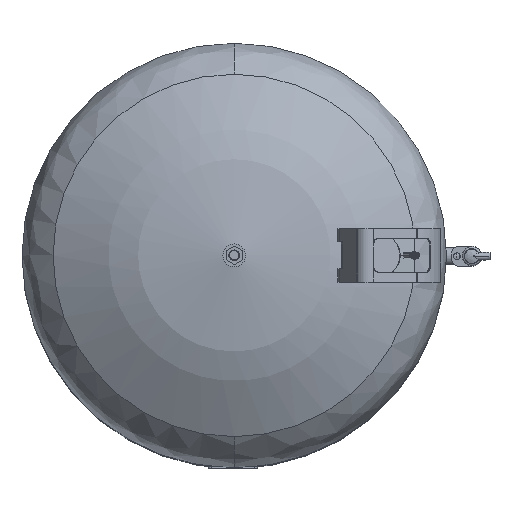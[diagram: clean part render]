
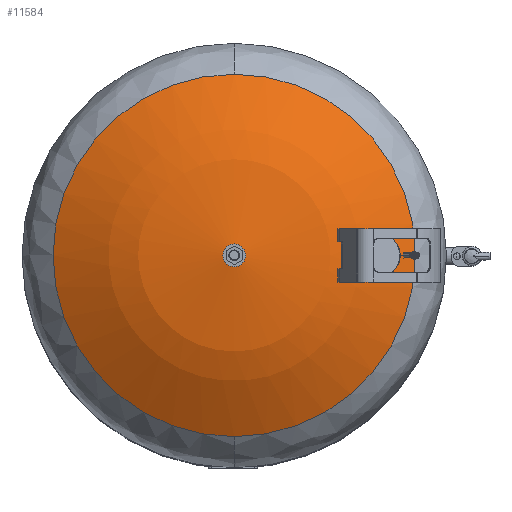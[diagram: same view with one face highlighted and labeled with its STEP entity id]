
A CAD part, top view. The second image highlights one B-rep face of the part: STEP entity #11584.
In plain terms, the highlighted free-form (B-spline) face has degree [2, 2] with [3, 3] control points.
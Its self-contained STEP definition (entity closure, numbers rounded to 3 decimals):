
#11510=CARTESIAN_POINT('',(0.,-270.639,1160.086));
#11511=VERTEX_POINT('',#11510);
#11529=CARTESIAN_POINT('',(0.,270.639,1160.086));
#11530=VERTEX_POINT('',#11529);
#11538=CARTESIAN_POINT('',(0.,0.,1160.086));
#11539=DIRECTION('',(0.0,0.0,1.0));
#11540=DIRECTION('',(-1.0,0.0,0.0));
#11541=AXIS2_PLACEMENT_3D('',#11538,#11539,#11540);
#11542=CIRCLE('',#11541,270.639);
#11543=EDGE_CURVE('',#11511,#11530,#11542,.T.);
#11548=CARTESIAN_POINT('',(-229.212,270.639,1094.099));
#11549=CARTESIAN_POINT('',(-319.554,0.,1238.0));
#11550=CARTESIAN_POINT('',(-229.212,-270.639,1094.099));
#11551=CARTESIAN_POINT('',(0.,270.639,1238.0));
#11552=CARTESIAN_POINT('',(0.0,0.,1438.618));
#11553=CARTESIAN_POINT('',(0.,-270.639,1238.));
#11554=CARTESIAN_POINT('',(229.212,270.639,1094.099));
#11555=CARTESIAN_POINT('',(319.554,0.,1238.0));
#11556=CARTESIAN_POINT('',(229.212,-270.639,1094.099));
#11564=(BOUNDED_SURFACE()B_SPLINE_SURFACE(2,2,((#11548,#11551,#11554),(#11549,#11552,#11555),(#11550,#11553,#11556)),.UNSPECIFIED.,.F.,.F.,.U.)B_SPLINE_SURFACE_WITH_KNOTS((3,3),(3,3),(-0.561,0.561),(0.0,1.121),.UNSPECIFIED.)GEOMETRIC_REPRESENTATION_ITEM()RATIONAL_B_SPLINE_SURFACE(((1.0,0.847,1.0),(0.847,0.717,0.847),(1.0,0.847,1.0)))REPRESENTATION_ITEM('')SURFACE());
#11565=CARTESIAN_POINT('',(-270.639,0.,1160.086));
#11566=VERTEX_POINT('',#11565);
#11567=CARTESIAN_POINT('',(0.,0.,1160.086));
#11568=DIRECTION('',(0.0,0.0,1.0));
#11569=DIRECTION('',(-1.0,0.0,0.0));
#11570=AXIS2_PLACEMENT_3D('',#11567,#11568,#11569);
#11571=CIRCLE('',#11570,270.639);
#11572=EDGE_CURVE('',#11566,#11511,#11571,.T.);
#11573=ORIENTED_EDGE('',*,*,#11572,.T.);
#11574=ORIENTED_EDGE('',*,*,#11543,.T.);
#11575=CARTESIAN_POINT('',(0.,0.,1160.086));
#11576=DIRECTION('',(0.0,0.0,1.0));
#11577=DIRECTION('',(-1.0,0.0,0.0));
#11578=AXIS2_PLACEMENT_3D('',#11575,#11576,#11577);
#11579=CIRCLE('',#11578,270.639);
#11580=EDGE_CURVE('',#11530,#11566,#11579,.T.);
#11581=ORIENTED_EDGE('',*,*,#11580,.T.);
#11582=EDGE_LOOP('',(#11573,#11574,#11581));
#11583=FACE_OUTER_BOUND('',#11582,.T.);
#11584=ADVANCED_FACE('',(#11583),#11564,.T.);
